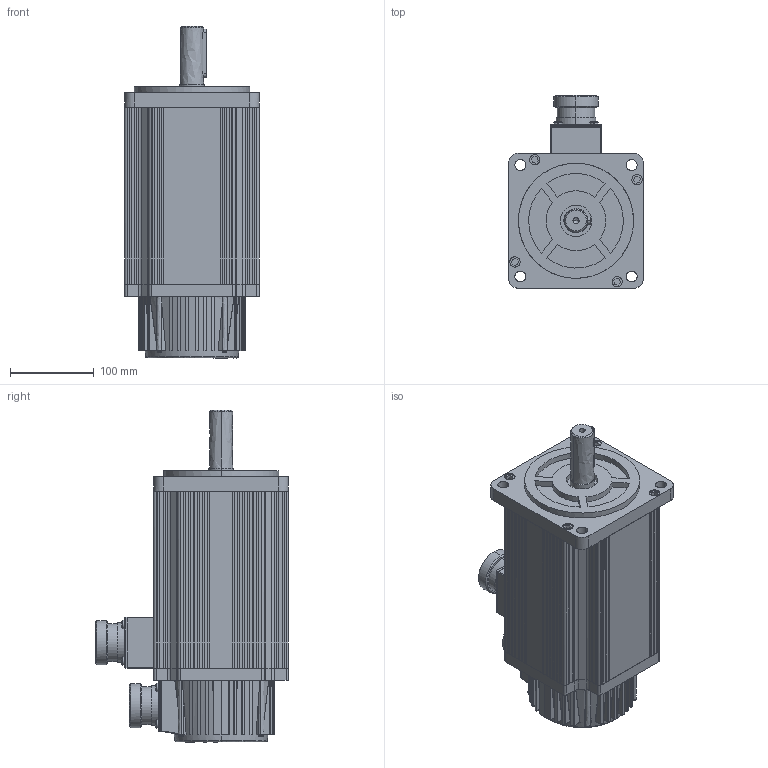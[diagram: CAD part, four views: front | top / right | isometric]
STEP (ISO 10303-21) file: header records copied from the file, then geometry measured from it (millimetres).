
FILE_DESCRIPTION(('FreeCAD Model'),'2;1');
FILE_NAME('Open CASCADE Shape Model','2025-05-08T00:26:45',('FreeCAD'),( 'FreeCAD'),'Open CASCADE STEP processor 7.6','FreeCAD','Unknown');
FILE_SCHEMA(('AUTOMOTIVE_DESIGN { 1 0 10303 214 1 1 1 1 }'));
Products named in the file (1): Open CASCADE STEP translator 7.6 1
Bounding box: 161.2 x 230.79 x 397.21 mm (x, y, z)
Volume: 6872294.7 mm3; surface area: 406234.7 mm2
Topology: 3 solids, 3 shells, 1148 faces, 2992 edges, 1848 vertices
Faces by surface type: bspline 1148
Entity records: 34939 total; most frequent: CARTESIAN_POINT 18219, ORIENTED_EDGE 5908, EDGE_CURVE 2954, B_SPLINE_CURVE_WITH_KNOTS 1893, VERTEX_POINT 1848, FACE_BOUND 1194, EDGE_LOOP 1194, ADVANCED_FACE 1148
